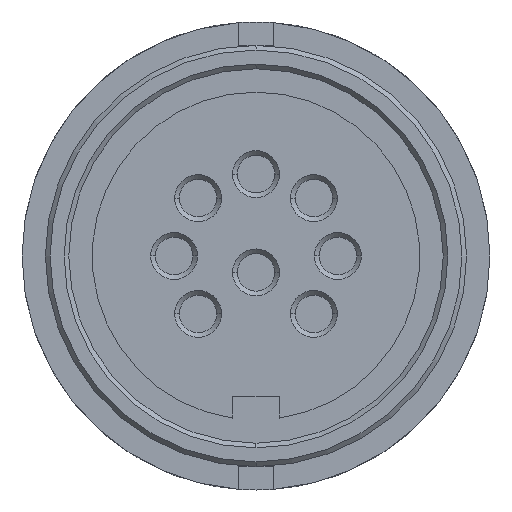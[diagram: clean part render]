
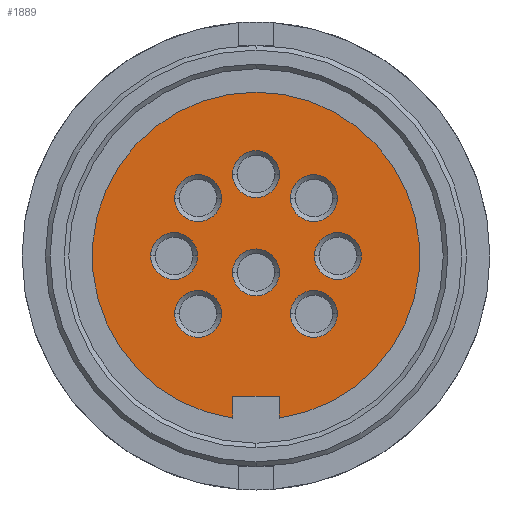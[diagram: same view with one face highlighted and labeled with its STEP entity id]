
A CAD part, front view. The second image highlights one B-rep face of the part: STEP entity #1889.
In plain terms, the highlighted planar face has unit normal (0, -1, 0).
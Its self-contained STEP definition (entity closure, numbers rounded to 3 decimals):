
#515=CARTESIAN_POINT('',(0.,-12.5,7.));
#516=VERTEX_POINT('',#515);
#525=CARTESIAN_POINT('',(1.,-12.5,-6.928));
#526=VERTEX_POINT('',#525);
#527=CARTESIAN_POINT('',(0.0,-12.5,0.));
#528=DIRECTION('',(0.0,1.0,0.0));
#529=DIRECTION('',(0.0,0.0,1.0));
#530=AXIS2_PLACEMENT_3D('',#527,#528,#529);
#531=CIRCLE('',#530,7.);
#532=EDGE_CURVE('',#516,#526,#531,.T.);
#599=CARTESIAN_POINT('',(-1.475,-12.5,2.475));
#600=VERTEX_POINT('',#599);
#608=CARTESIAN_POINT('',(-3.475,-12.5,2.475));
#609=VERTEX_POINT('',#608);
#616=CARTESIAN_POINT('',(-2.475,-12.5,2.475));
#617=DIRECTION('',(0.0,-1.0,0.0));
#618=DIRECTION('',(1.0,0.0,0.0));
#619=AXIS2_PLACEMENT_3D('',#616,#617,#618);
#620=CIRCLE('',#619,1.);
#621=EDGE_CURVE('',#609,#600,#620,.T.);
#673=CARTESIAN_POINT('',(1.,-12.5,-0.7));
#674=VERTEX_POINT('',#673);
#682=CARTESIAN_POINT('',(-1.,-12.5,-0.7));
#683=VERTEX_POINT('',#682);
#690=CARTESIAN_POINT('',(0.0,-12.5,-0.7));
#691=DIRECTION('',(0.0,-1.0,0.0));
#692=DIRECTION('',(1.0,0.0,0.0));
#693=AXIS2_PLACEMENT_3D('',#690,#691,#692);
#694=CIRCLE('',#693,1.);
#695=EDGE_CURVE('',#683,#674,#694,.T.);
#747=CARTESIAN_POINT('',(4.5,-12.5,0.));
#748=VERTEX_POINT('',#747);
#756=CARTESIAN_POINT('',(2.5,-12.5,0.));
#757=VERTEX_POINT('',#756);
#764=CARTESIAN_POINT('',(3.5,-12.5,0.));
#765=DIRECTION('',(0.0,-1.0,0.0));
#766=DIRECTION('',(1.0,0.0,0.0));
#767=AXIS2_PLACEMENT_3D('',#764,#765,#766);
#768=CIRCLE('',#767,1.);
#769=EDGE_CURVE('',#757,#748,#768,.T.);
#821=CARTESIAN_POINT('',(-2.5,-12.5,0.));
#822=VERTEX_POINT('',#821);
#830=CARTESIAN_POINT('',(-4.5,-12.5,0.));
#831=VERTEX_POINT('',#830);
#838=CARTESIAN_POINT('',(-3.5,-12.5,0.));
#839=DIRECTION('',(0.0,-1.0,0.0));
#840=DIRECTION('',(1.0,0.0,0.0));
#841=AXIS2_PLACEMENT_3D('',#838,#839,#840);
#842=CIRCLE('',#841,1.);
#843=EDGE_CURVE('',#831,#822,#842,.T.);
#895=CARTESIAN_POINT('',(1.,-12.5,3.5));
#896=VERTEX_POINT('',#895);
#904=CARTESIAN_POINT('',(-1.,-12.5,3.5));
#905=VERTEX_POINT('',#904);
#912=CARTESIAN_POINT('',(0.0,-12.5,3.5));
#913=DIRECTION('',(0.0,-1.0,0.0));
#914=DIRECTION('',(1.0,0.0,0.0));
#915=AXIS2_PLACEMENT_3D('',#912,#913,#914);
#916=CIRCLE('',#915,1.);
#917=EDGE_CURVE('',#905,#896,#916,.T.);
#969=CARTESIAN_POINT('',(3.475,-12.5,2.475));
#970=VERTEX_POINT('',#969);
#978=CARTESIAN_POINT('',(1.475,-12.5,2.475));
#979=VERTEX_POINT('',#978);
#986=CARTESIAN_POINT('',(2.475,-12.5,2.475));
#987=DIRECTION('',(0.0,-1.0,0.0));
#988=DIRECTION('',(1.0,0.0,0.0));
#989=AXIS2_PLACEMENT_3D('',#986,#987,#988);
#990=CIRCLE('',#989,1.);
#991=EDGE_CURVE('',#979,#970,#990,.T.);
#1043=CARTESIAN_POINT('',(-1.475,-12.5,-2.475));
#1044=VERTEX_POINT('',#1043);
#1052=CARTESIAN_POINT('',(-3.475,-12.5,-2.475));
#1053=VERTEX_POINT('',#1052);
#1060=CARTESIAN_POINT('',(-2.475,-12.5,-2.475));
#1061=DIRECTION('',(0.0,-1.0,0.0));
#1062=DIRECTION('',(1.0,0.0,0.0));
#1063=AXIS2_PLACEMENT_3D('',#1060,#1061,#1062);
#1064=CIRCLE('',#1063,1.);
#1065=EDGE_CURVE('',#1053,#1044,#1064,.T.);
#1117=CARTESIAN_POINT('',(3.475,-12.5,-2.475));
#1118=VERTEX_POINT('',#1117);
#1126=CARTESIAN_POINT('',(1.475,-12.5,-2.475));
#1127=VERTEX_POINT('',#1126);
#1134=CARTESIAN_POINT('',(2.475,-12.5,-2.475));
#1135=DIRECTION('',(0.0,-1.0,0.0));
#1136=DIRECTION('',(1.0,0.0,0.0));
#1137=AXIS2_PLACEMENT_3D('',#1134,#1135,#1136);
#1138=CIRCLE('',#1137,1.);
#1139=EDGE_CURVE('',#1127,#1118,#1138,.T.);
#1758=CARTESIAN_POINT('',(2.475,-12.5,-2.475));
#1759=DIRECTION('',(0.0,-1.0,0.0));
#1760=DIRECTION('',(1.0,0.0,0.0));
#1761=AXIS2_PLACEMENT_3D('',#1758,#1759,#1760);
#1762=CIRCLE('',#1761,1.);
#1763=EDGE_CURVE('',#1118,#1127,#1762,.T.);
#1776=CARTESIAN_POINT('',(0.0,-12.5,3.5));
#1777=DIRECTION('',(0.0,-1.0,0.0));
#1778=DIRECTION('',(0.0,0.0,-1.0));
#1779=AXIS2_PLACEMENT_3D('',#1776,#1777,#1778);
#1780=PLANE('',#1779);
#1781=CARTESIAN_POINT('',(-1.,-12.5,-6.928));
#1782=VERTEX_POINT('',#1781);
#1783=CARTESIAN_POINT('',(-1.,-12.5,-6.));
#1784=VERTEX_POINT('',#1783);
#1785=CARTESIAN_POINT('',(-1.,-12.5,-6.928));
#1786=DIRECTION('',(0.0,0.0,1.0));
#1787=VECTOR('',#1786,0.928);
#1788=LINE('',#1785,#1787);
#1789=EDGE_CURVE('',#1782,#1784,#1788,.T.);
#1790=ORIENTED_EDGE('',*,*,#1789,.T.);
#1791=CARTESIAN_POINT('',(1.,-12.5,-6.));
#1792=VERTEX_POINT('',#1791);
#1793=CARTESIAN_POINT('',(-1.,-12.5,-6.));
#1794=DIRECTION('',(1.0,0.0,0.0));
#1795=VECTOR('',#1794,2.0);
#1796=LINE('',#1793,#1795);
#1797=EDGE_CURVE('',#1784,#1792,#1796,.T.);
#1798=ORIENTED_EDGE('',*,*,#1797,.T.);
#1799=CARTESIAN_POINT('',(1.,-12.5,-6.));
#1800=DIRECTION('',(0.0,0.0,-1.0));
#1801=VECTOR('',#1800,0.928);
#1802=LINE('',#1799,#1801);
#1803=EDGE_CURVE('',#1792,#526,#1802,.T.);
#1804=ORIENTED_EDGE('',*,*,#1803,.T.);
#1805=ORIENTED_EDGE('',*,*,#532,.F.);
#1806=CARTESIAN_POINT('',(0.0,-12.5,0.));
#1807=DIRECTION('',(0.0,1.0,0.0));
#1808=DIRECTION('',(0.0,0.0,1.0));
#1809=AXIS2_PLACEMENT_3D('',#1806,#1807,#1808);
#1810=CIRCLE('',#1809,7.);
#1811=EDGE_CURVE('',#1782,#516,#1810,.T.);
#1812=ORIENTED_EDGE('',*,*,#1811,.F.);
#1813=EDGE_LOOP('',(#1790,#1798,#1804,#1805,#1812));
#1814=FACE_OUTER_BOUND('',#1813,.T.);
#1815=ORIENTED_EDGE('',*,*,#1065,.F.);
#1816=CARTESIAN_POINT('',(-2.475,-12.5,-2.475));
#1817=DIRECTION('',(0.0,-1.0,0.0));
#1818=DIRECTION('',(1.0,0.0,0.0));
#1819=AXIS2_PLACEMENT_3D('',#1816,#1817,#1818);
#1820=CIRCLE('',#1819,1.);
#1821=EDGE_CURVE('',#1044,#1053,#1820,.T.);
#1822=ORIENTED_EDGE('',*,*,#1821,.F.);
#1823=EDGE_LOOP('',(#1815,#1822));
#1824=FACE_BOUND('',#1823,.T.);
#1825=ORIENTED_EDGE('',*,*,#917,.F.);
#1826=CARTESIAN_POINT('',(0.0,-12.5,3.5));
#1827=DIRECTION('',(0.0,-1.0,0.0));
#1828=DIRECTION('',(1.0,0.0,0.0));
#1829=AXIS2_PLACEMENT_3D('',#1826,#1827,#1828);
#1830=CIRCLE('',#1829,1.);
#1831=EDGE_CURVE('',#896,#905,#1830,.T.);
#1832=ORIENTED_EDGE('',*,*,#1831,.F.);
#1833=EDGE_LOOP('',(#1825,#1832));
#1834=FACE_BOUND('',#1833,.T.);
#1835=ORIENTED_EDGE('',*,*,#769,.F.);
#1836=CARTESIAN_POINT('',(3.5,-12.5,0.));
#1837=DIRECTION('',(0.0,-1.0,0.0));
#1838=DIRECTION('',(1.0,0.0,0.0));
#1839=AXIS2_PLACEMENT_3D('',#1836,#1837,#1838);
#1840=CIRCLE('',#1839,1.);
#1841=EDGE_CURVE('',#748,#757,#1840,.T.);
#1842=ORIENTED_EDGE('',*,*,#1841,.F.);
#1843=EDGE_LOOP('',(#1835,#1842));
#1844=FACE_BOUND('',#1843,.T.);
#1845=ORIENTED_EDGE('',*,*,#621,.F.);
#1846=CARTESIAN_POINT('',(-2.475,-12.5,2.475));
#1847=DIRECTION('',(0.0,-1.0,0.0));
#1848=DIRECTION('',(1.0,0.0,0.0));
#1849=AXIS2_PLACEMENT_3D('',#1846,#1847,#1848);
#1850=CIRCLE('',#1849,1.);
#1851=EDGE_CURVE('',#600,#609,#1850,.T.);
#1852=ORIENTED_EDGE('',*,*,#1851,.F.);
#1853=EDGE_LOOP('',(#1845,#1852));
#1854=FACE_BOUND('',#1853,.T.);
#1855=ORIENTED_EDGE('',*,*,#695,.F.);
#1856=CARTESIAN_POINT('',(0.0,-12.5,-0.7));
#1857=DIRECTION('',(0.0,-1.0,0.0));
#1858=DIRECTION('',(1.0,0.0,0.0));
#1859=AXIS2_PLACEMENT_3D('',#1856,#1857,#1858);
#1860=CIRCLE('',#1859,1.);
#1861=EDGE_CURVE('',#674,#683,#1860,.T.);
#1862=ORIENTED_EDGE('',*,*,#1861,.F.);
#1863=EDGE_LOOP('',(#1855,#1862));
#1864=FACE_BOUND('',#1863,.T.);
#1865=ORIENTED_EDGE('',*,*,#843,.F.);
#1866=CARTESIAN_POINT('',(-3.5,-12.5,0.));
#1867=DIRECTION('',(0.0,-1.0,0.0));
#1868=DIRECTION('',(1.0,0.0,0.0));
#1869=AXIS2_PLACEMENT_3D('',#1866,#1867,#1868);
#1870=CIRCLE('',#1869,1.);
#1871=EDGE_CURVE('',#822,#831,#1870,.T.);
#1872=ORIENTED_EDGE('',*,*,#1871,.F.);
#1873=EDGE_LOOP('',(#1865,#1872));
#1874=FACE_BOUND('',#1873,.T.);
#1875=ORIENTED_EDGE('',*,*,#991,.F.);
#1876=CARTESIAN_POINT('',(2.475,-12.5,2.475));
#1877=DIRECTION('',(0.0,-1.0,0.0));
#1878=DIRECTION('',(1.0,0.0,0.0));
#1879=AXIS2_PLACEMENT_3D('',#1876,#1877,#1878);
#1880=CIRCLE('',#1879,1.);
#1881=EDGE_CURVE('',#970,#979,#1880,.T.);
#1882=ORIENTED_EDGE('',*,*,#1881,.F.);
#1883=EDGE_LOOP('',(#1875,#1882));
#1884=FACE_BOUND('',#1883,.T.);
#1885=ORIENTED_EDGE('',*,*,#1139,.F.);
#1886=ORIENTED_EDGE('',*,*,#1763,.F.);
#1887=EDGE_LOOP('',(#1885,#1886));
#1888=FACE_BOUND('',#1887,.T.);
#1889=ADVANCED_FACE('',(#1814,#1824,#1834,#1844,#1854,#1864,#1874,#1884,#1888),#1780,.T.);
